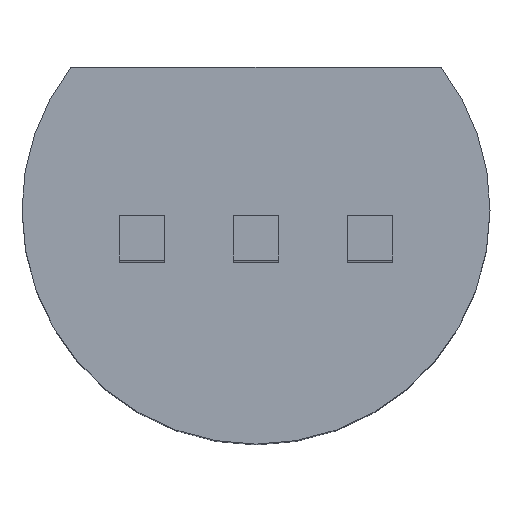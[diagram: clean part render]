
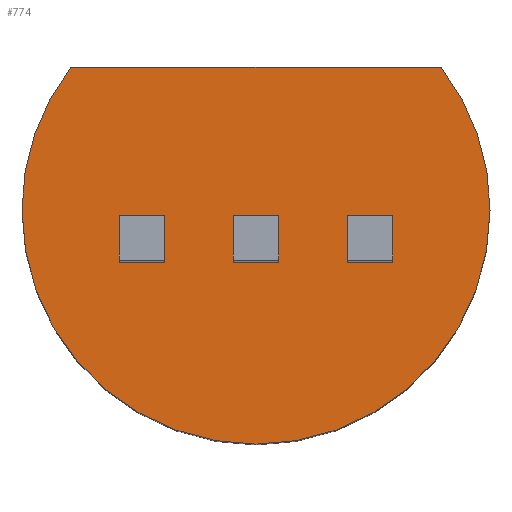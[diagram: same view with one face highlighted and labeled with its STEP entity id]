
A CAD part, top view. The second image highlights one B-rep face of the part: STEP entity #774.
In plain terms, the highlighted planar face has unit normal (0, 0, 1).
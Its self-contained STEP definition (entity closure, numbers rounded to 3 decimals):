
#6 = EDGE_CURVE ( 'NONE', #294, #804, #72, .T. ) ;
#30 = EDGE_CURVE ( 'NONE', #833, #524, #268, .T. ) ;
#43 = FACE_BOUND ( 'NONE', #202, .T. ) ;
#55 = AXIS2_PLACEMENT_3D ( 'NONE', #630, #434, #623 ) ;
#72 = LINE ( 'NONE', #641, #206 ) ;
#82 = VERTEX_POINT ( 'NONE', #788 ) ;
#83 = EDGE_CURVE ( 'NONE', #461, #823, #201, .T. ) ;
#86 = DIRECTION ( 'NONE',  ( -1., 0., 0. ) ) ;
#104 = EDGE_LOOP ( 'NONE', ( #108, #247, #642, #714 ) ) ;
#107 = CARTESIAN_POINT ( 'NONE',  ( -0.25, -0.08, 5.2 ) ) ;
#108 = ORIENTED_EDGE ( 'NONE', *, *, #556, .F. ) ;
#109 = EDGE_CURVE ( 'NONE', #82, #524, #579, .T. ) ;
#113 = DIRECTION ( 'NONE',  ( 0., 0., 1. ) ) ;
#119 = VERTEX_POINT ( 'NONE', #459 ) ;
#127 = EDGE_CURVE ( 'NONE', #483, #684, #216, .T. ) ;
#135 = DIRECTION ( 'NONE',  ( 0., 1., 0. ) ) ;
#140 = CARTESIAN_POINT ( 'NONE',  ( 1.02, -0.58, 5.2 ) ) ;
#143 = CARTESIAN_POINT ( 'NONE',  ( -0.25, -0.58, 5.2 ) ) ;
#159 = VERTEX_POINT ( 'NONE', #162 ) ;
#162 = CARTESIAN_POINT ( 'NONE',  ( 1.52, -0.08, 5.2 ) ) ;
#182 = DIRECTION ( 'NONE',  ( 0., -1., 0. ) ) ;
#187 = EDGE_CURVE ( 'NONE', #688, #705, #588, .T. ) ;
#194 = ORIENTED_EDGE ( 'NONE', *, *, #30, .F. ) ;
#201 = LINE ( 'NONE', #311, #309 ) ;
#202 = EDGE_LOOP ( 'NONE', ( #402, #498, #410, #838 ) ) ;
#206 = VECTOR ( 'NONE', #645, 1000. ) ;
#216 = LINE ( 'NONE', #810, #593 ) ;
#222 = CARTESIAN_POINT ( 'NONE',  ( -1.52, -0.08, 5.2 ) ) ;
#225 = VECTOR ( 'NONE', #302, 1000. ) ;
#228 = CARTESIAN_POINT ( 'NONE',  ( -1.52, -0.08, 5.2 ) ) ;
#231 = LINE ( 'NONE', #228, #312 ) ;
#241 = CARTESIAN_POINT ( 'NONE',  ( -1.02, -0.58, 5.2 ) ) ;
#242 = CARTESIAN_POINT ( 'NONE',  ( -2.6, 0., 5.2 ) ) ;
#243 = LINE ( 'NONE', #773, #747 ) ;
#246 = VECTOR ( 'NONE', #643, 1000. ) ;
#247 = ORIENTED_EDGE ( 'NONE', *, *, #793, .F. ) ;
#268 = LINE ( 'NONE', #769, #347 ) ;
#269 = EDGE_LOOP ( 'NONE', ( #194, #455, #808, #387 ) ) ;
#271 = DIRECTION ( 'NONE',  ( 1., 0., 0. ) ) ;
#275 = VECTOR ( 'NONE', #543, 1000. ) ;
#283 = EDGE_CURVE ( 'NONE', #833, #777, #843, .T. ) ;
#289 = CARTESIAN_POINT ( 'NONE',  ( 1.02, -0.08, 5.2 ) ) ;
#290 = ORIENTED_EDGE ( 'NONE', *, *, #187, .F. ) ;
#294 = VERTEX_POINT ( 'NONE', #241 ) ;
#295 = CARTESIAN_POINT ( 'NONE',  ( -1.52, -0.08, 5.2 ) ) ;
#299 = PLANE ( 'NONE',  #451 ) ;
#302 = DIRECTION ( 'NONE',  ( 1., 0., 0. ) ) ;
#305 = LINE ( 'NONE', #855, #246 ) ;
#309 = VECTOR ( 'NONE', #848, 1000. ) ;
#311 = CARTESIAN_POINT ( 'NONE',  ( -0.25, -0.08, 5.2 ) ) ;
#312 = VECTOR ( 'NONE', #760, 1000. ) ;
#347 = VECTOR ( 'NONE', #698, 1000. ) ;
#361 = DIRECTION ( 'NONE',  ( 1., 0., 0. ) ) ;
#367 = EDGE_CURVE ( 'NONE', #705, #461, #243, .T. ) ;
#371 = ORIENTED_EDGE ( 'NONE', *, *, #367, .F. ) ;
#387 = ORIENTED_EDGE ( 'NONE', *, *, #109, .T. ) ;
#402 = ORIENTED_EDGE ( 'NONE', *, *, #741, .F. ) ;
#403 = CARTESIAN_POINT ( 'NONE',  ( 1.02, -0.08, 5.2 ) ) ;
#410 = ORIENTED_EDGE ( 'NONE', *, *, #422, .F. ) ;
#422 = EDGE_CURVE ( 'NONE', #159, #483, #722, .T. ) ;
#427 = CARTESIAN_POINT ( 'NONE',  ( -1.02, -0.08, 5.2 ) ) ;
#429 = CARTESIAN_POINT ( 'NONE',  ( -1.52, -0.58, 5.2 ) ) ;
#430 = FACE_BOUND ( 'NONE', #104, .T. ) ;
#434 = DIRECTION ( 'NONE',  ( 0., 0., 1. ) ) ;
#440 = LINE ( 'NONE', #767, #275 ) ;
#445 = AXIS2_PLACEMENT_3D ( 'NONE', #803, #662, #271 ) ;
#451 = AXIS2_PLACEMENT_3D ( 'NONE', #837, #113, #497 ) ;
#455 = ORIENTED_EDGE ( 'NONE', *, *, #283, .T. ) ;
#458 = EDGE_CURVE ( 'NONE', #804, #562, #231, .T. ) ;
#459 = CARTESIAN_POINT ( 'NONE',  ( -1.52, -0.58, 5.2 ) ) ;
#461 = VERTEX_POINT ( 'NONE', #689 ) ;
#462 = VECTOR ( 'NONE', #577, 1000. ) ;
#483 = VERTEX_POINT ( 'NONE', #289 ) ;
#486 = CARTESIAN_POINT ( 'NONE',  ( 1.52, -0.58, 5.2 ) ) ;
#497 = DIRECTION ( 'NONE',  ( 1., 0., 0. ) ) ;
#498 = ORIENTED_EDGE ( 'NONE', *, *, #127, .F. ) ;
#500 = VECTOR ( 'NONE', #757, 1000. ) ;
#511 = LINE ( 'NONE', #711, #462 ) ;
#516 = CIRCLE ( 'NONE', #55, 2.6 ) ;
#520 = VERTEX_POINT ( 'NONE', #486 ) ;
#524 = VERTEX_POINT ( 'NONE', #752 ) ;
#531 = CARTESIAN_POINT ( 'NONE',  ( 0.25, -0.58, 5.2 ) ) ;
#537 = DIRECTION ( 'NONE',  ( 0., -1., 0. ) ) ;
#543 = DIRECTION ( 'NONE',  ( 1., 0., 0. ) ) ;
#544 = VECTOR ( 'NONE', #182, 1000. ) ;
#556 = EDGE_CURVE ( 'NONE', #119, #294, #746, .T. ) ;
#557 = DIRECTION ( 'NONE',  ( 0., 0., 1. ) ) ;
#558 = LINE ( 'NONE', #222, #544 ) ;
#562 = VERTEX_POINT ( 'NONE', #295 ) ;
#577 = DIRECTION ( 'NONE',  ( 0., 1., 0. ) ) ;
#579 = CIRCLE ( 'NONE', #445, 2.6 ) ;
#588 = LINE ( 'NONE', #143, #500 ) ;
#593 = VECTOR ( 'NONE', #537, 1000. ) ;
#598 = EDGE_CURVE ( 'NONE', #520, #159, #511, .T. ) ;
#605 = ORIENTED_EDGE ( 'NONE', *, *, #83, .F. ) ;
#623 = DIRECTION ( 'NONE',  ( 1., 0., 0. ) ) ;
#627 = FACE_OUTER_BOUND ( 'NONE', #269, .T. ) ;
#630 = CARTESIAN_POINT ( 'NONE',  ( 0., 0., 5.2 ) ) ;
#633 = EDGE_CURVE ( 'NONE', #823, #688, #305, .T. ) ;
#641 = CARTESIAN_POINT ( 'NONE',  ( -1.02, -0.08, 5.2 ) ) ;
#642 = ORIENTED_EDGE ( 'NONE', *, *, #458, .F. ) ;
#643 = DIRECTION ( 'NONE',  ( 0., -1., 0. ) ) ;
#645 = DIRECTION ( 'NONE',  ( 0., 1., 0. ) ) ;
#655 = ORIENTED_EDGE ( 'NONE', *, *, #633, .F. ) ;
#662 = DIRECTION ( 'NONE',  ( 0., 0., 1. ) ) ;
#684 = VERTEX_POINT ( 'NONE', #140 ) ;
#688 = VERTEX_POINT ( 'NONE', #800 ) ;
#689 = CARTESIAN_POINT ( 'NONE',  ( 0.25, -0.08, 5.2 ) ) ;
#691 = CARTESIAN_POINT ( 'NONE',  ( -2.057, 1.59, 5.2 ) ) ;
#693 = CARTESIAN_POINT ( 'NONE',  ( 0., 0., 5.2 ) ) ;
#698 = DIRECTION ( 'NONE',  ( 1., 0., 0. ) ) ;
#705 = VERTEX_POINT ( 'NONE', #531 ) ;
#711 = CARTESIAN_POINT ( 'NONE',  ( 1.52, -0.08, 5.2 ) ) ;
#714 = ORIENTED_EDGE ( 'NONE', *, *, #6, .F. ) ;
#722 = LINE ( 'NONE', #403, #814 ) ;
#741 = EDGE_CURVE ( 'NONE', #684, #520, #440, .T. ) ;
#744 = FACE_BOUND ( 'NONE', #842, .T. ) ;
#746 = LINE ( 'NONE', #429, #225 ) ;
#747 = VECTOR ( 'NONE', #135, 1000. ) ;
#752 = CARTESIAN_POINT ( 'NONE',  ( 2.057, 1.59, 5.2 ) ) ;
#757 = DIRECTION ( 'NONE',  ( 1., 0., 0. ) ) ;
#760 = DIRECTION ( 'NONE',  ( -1., 0., 0. ) ) ;
#767 = CARTESIAN_POINT ( 'NONE',  ( 1.02, -0.58, 5.2 ) ) ;
#769 = CARTESIAN_POINT ( 'NONE',  ( -2.057, 1.59, 5.2 ) ) ;
#773 = CARTESIAN_POINT ( 'NONE',  ( 0.25, -0.08, 5.2 ) ) ;
#774 = ADVANCED_FACE ( 'NONE', ( #627, #430, #744, #43 ), #299, .T. ) ;
#777 = VERTEX_POINT ( 'NONE', #242 ) ;
#788 = CARTESIAN_POINT ( 'NONE',  ( 2.6, 0., 5.2 ) ) ;
#793 = EDGE_CURVE ( 'NONE', #562, #119, #558, .T. ) ;
#797 = AXIS2_PLACEMENT_3D ( 'NONE', #693, #557, #361 ) ;
#800 = CARTESIAN_POINT ( 'NONE',  ( -0.25, -0.58, 5.2 ) ) ;
#803 = CARTESIAN_POINT ( 'NONE',  ( 0., 0., 5.2 ) ) ;
#804 = VERTEX_POINT ( 'NONE', #427 ) ;
#808 = ORIENTED_EDGE ( 'NONE', *, *, #836, .T. ) ;
#810 = CARTESIAN_POINT ( 'NONE',  ( 1.02, -0.08, 5.2 ) ) ;
#814 = VECTOR ( 'NONE', #86, 1000. ) ;
#823 = VERTEX_POINT ( 'NONE', #107 ) ;
#833 = VERTEX_POINT ( 'NONE', #691 ) ;
#836 = EDGE_CURVE ( 'NONE', #777, #82, #516, .T. ) ;
#837 = CARTESIAN_POINT ( 'NONE',  ( 0., 0., 5.2 ) ) ;
#838 = ORIENTED_EDGE ( 'NONE', *, *, #598, .F. ) ;
#842 = EDGE_LOOP ( 'NONE', ( #290, #655, #605, #371 ) ) ;
#843 = CIRCLE ( 'NONE', #797, 2.6 ) ;
#848 = DIRECTION ( 'NONE',  ( -1., 0., 0. ) ) ;
#855 = CARTESIAN_POINT ( 'NONE',  ( -0.25, -0.08, 5.2 ) ) ;
